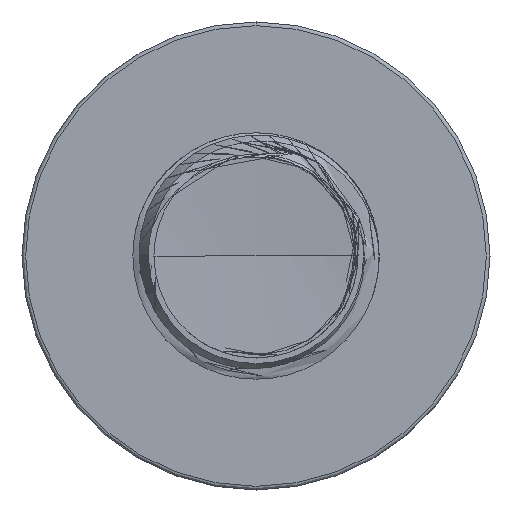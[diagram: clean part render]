
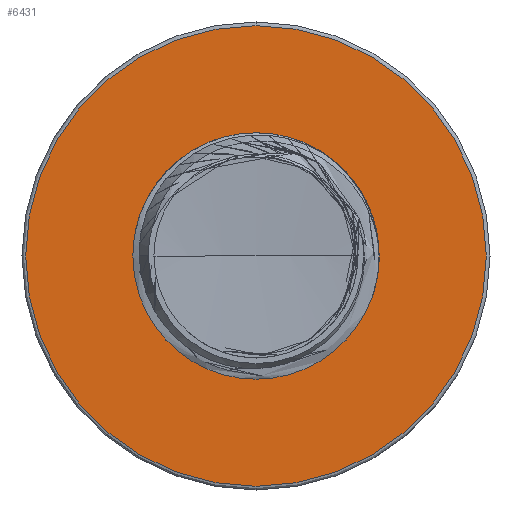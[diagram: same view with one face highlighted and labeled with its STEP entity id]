
A CAD part, front view. The second image highlights one B-rep face of the part: STEP entity #6431.
In plain terms, the highlighted planar face has unit normal (0, -1, 0).
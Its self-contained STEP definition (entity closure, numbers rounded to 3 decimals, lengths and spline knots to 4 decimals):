
#439 = FACE_BOUND ( 'NONE', #3716, .T. ) ;
#493 = DIRECTION ( 'NONE',  ( 0., 0., -1. ) ) ;
#3629 = DIRECTION ( 'NONE',  ( 0., -1., 0. ) ) ;
#3716 = EDGE_LOOP ( 'NONE', ( #48643, #40139 ) ) ;
#6431 = ADVANCED_FACE ( 'NONE', ( #43711, #439 ), #49505, .T. ) ;
#7776 = VERTEX_POINT ( 'NONE', #37918 ) ;
#7971 = CIRCLE ( 'NONE', #12745, 2.4379 ) ;
#8302 = AXIS2_PLACEMENT_3D ( 'NONE', #12804, #26022, #493 ) ;
#9559 = CARTESIAN_POINT ( 'NONE',  ( 0., 47.5, 2.4379 ) ) ;
#10775 = CARTESIAN_POINT ( 'NONE',  ( 0., 47.5, -2.4379 ) ) ;
#10790 = CARTESIAN_POINT ( 'NONE',  ( 0., 47.5, 0. ) ) ;
#12745 = AXIS2_PLACEMENT_3D ( 'NONE', #39951, #14491, #43745 ) ;
#12804 = CARTESIAN_POINT ( 'NONE',  ( 0., 47.5, 2.4379 ) ) ;
#14491 = DIRECTION ( 'NONE',  ( 0., -1., 0. ) ) ;
#15205 = DIRECTION ( 'NONE',  ( 0., 0., -1. ) ) ;
#16291 = ORIENTED_EDGE ( 'NONE', *, *, #49917, .T. ) ;
#18866 = CARTESIAN_POINT ( 'NONE',  ( 0., 47.5, 0. ) ) ;
#19104 = AXIS2_PLACEMENT_3D ( 'NONE', #10790, #40566, #15205 ) ;
#19338 = CIRCLE ( 'NONE', #21240, 4.675 ) ;
#19410 = EDGE_CURVE ( 'NONE', #47595, #22454, #33939, .T. ) ;
#21240 = AXIS2_PLACEMENT_3D ( 'NONE', #29366, #3629, #33718 ) ;
#22454 = VERTEX_POINT ( 'NONE', #10775 ) ;
#23245 = DIRECTION ( 'NONE',  ( 0., 0., -1. ) ) ;
#26022 = DIRECTION ( 'NONE',  ( 0., -1., 0. ) ) ;
#29366 = CARTESIAN_POINT ( 'NONE',  ( 0., 47.5, 0. ) ) ;
#29810 = EDGE_CURVE ( 'NONE', #22454, #47595, #7971, .T. ) ;
#33718 = DIRECTION ( 'NONE',  ( 0., 0., -1. ) ) ;
#33939 = CIRCLE ( 'NONE', #19104, 2.4379 ) ;
#36346 = CARTESIAN_POINT ( 'NONE',  ( 0., 47.5, -4.675 ) ) ;
#36514 = EDGE_CURVE ( 'NONE', #7776, #49575, #47522, .T. ) ;
#37918 = CARTESIAN_POINT ( 'NONE',  ( 0., 47.5, 4.675 ) ) ;
#38926 = ORIENTED_EDGE ( 'NONE', *, *, #36514, .T. ) ;
#39951 = CARTESIAN_POINT ( 'NONE',  ( 0., 47.5, 0. ) ) ;
#40139 = ORIENTED_EDGE ( 'NONE', *, *, #19410, .F. ) ;
#40566 = DIRECTION ( 'NONE',  ( 0., -1., 0. ) ) ;
#43711 = FACE_OUTER_BOUND ( 'NONE', #43854, .T. ) ;
#43745 = DIRECTION ( 'NONE',  ( 0., 0., -1. ) ) ;
#43854 = EDGE_LOOP ( 'NONE', ( #16291, #38926 ) ) ;
#47343 = DIRECTION ( 'NONE',  ( 0., -1., 0. ) ) ;
#47522 = CIRCLE ( 'NONE', #50065, 4.675 ) ;
#47595 = VERTEX_POINT ( 'NONE', #9559 ) ;
#48643 = ORIENTED_EDGE ( 'NONE', *, *, #29810, .F. ) ;
#49505 = PLANE ( 'NONE',  #8302 ) ;
#49575 = VERTEX_POINT ( 'NONE', #36346 ) ;
#49917 = EDGE_CURVE ( 'NONE', #49575, #7776, #19338, .T. ) ;
#50065 = AXIS2_PLACEMENT_3D ( 'NONE', #18866, #47343, #23245 ) ;
